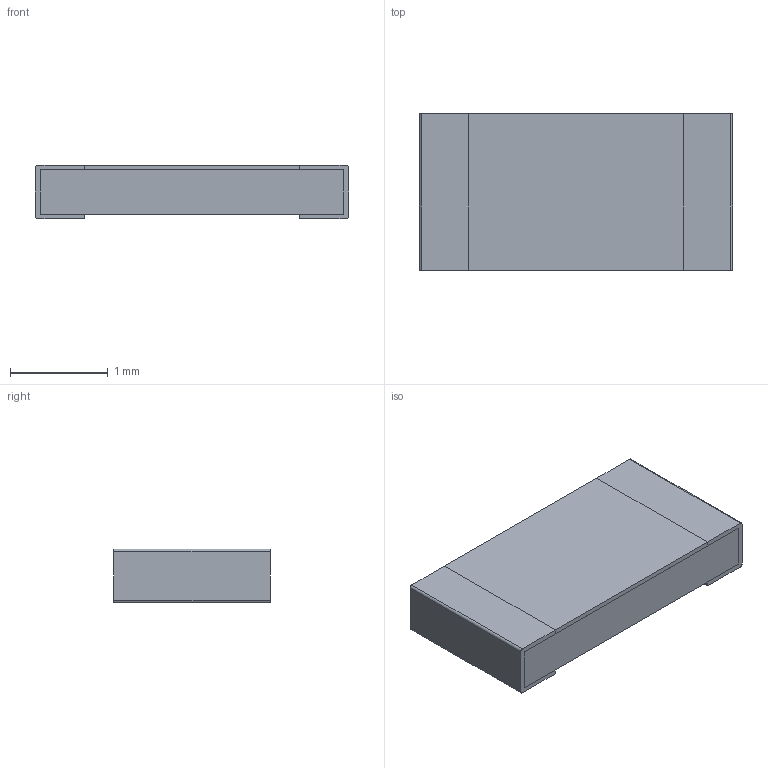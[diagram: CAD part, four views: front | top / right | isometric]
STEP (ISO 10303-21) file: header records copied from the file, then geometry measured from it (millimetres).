
FILE_DESCRIPTION(/* description */ ('STEP AP242','CAx-IF Rec.Pracs.---Representation and Presentation of Product Manufacturing Information (PMI)---4.0---2014-10-13','CAx-IF Rec.Pracs.---3D Tessellated Geometry---0.4---2014-09-14','2;1'),/* implementation_level */ '2;1');
FILE_NAME(/* name */ '617c28cee947b35fac89dcbf',/* time_stamp */ '2021-10-29T17:01:02+00:00',/* author */ (''),/* organization */ (''),/* preprocessor_version */ 'ST-DEVELOPER v18.1',/* originating_system */ ' ',/* authorisation */ ' ');
FILE_SCHEMA (('AP242_MANAGED_MODEL_BASED_3D_ENGINEERING_MIM_LF { 1 0 10303 442 1 1 4 }'));
Length unit declared in the file: metre
Products named in the file (4): Part 4; Part 3; Part 2; Part 1
Bounding box: 3.2 x 1.6 x 0.55 mm (x, y, z)
Volume: 2.6 mm3; surface area: 31.4 mm2
Topology: 4 solids, 4 shells, 36 faces, 84 edges, 56 vertices
Faces by surface type: plane 32, cylinder 4
Entity records: 1115 total; most frequent: CARTESIAN_POINT 180, DIRECTION 172, ORIENTED_EDGE 168, EDGE_CURVE 84, LINE 76, VECTOR 76, VERTEX_POINT 56, AXIS2_PLACEMENT_3D 48
